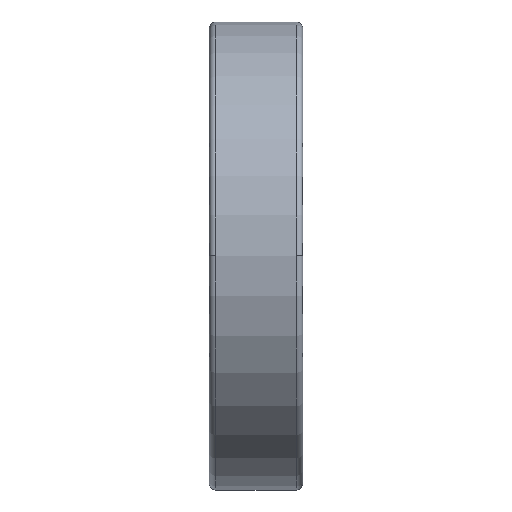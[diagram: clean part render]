
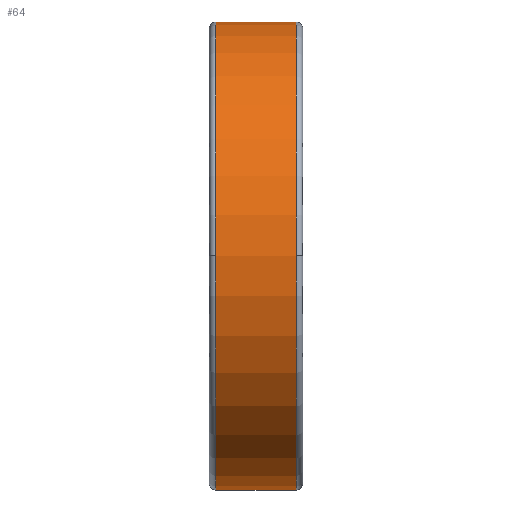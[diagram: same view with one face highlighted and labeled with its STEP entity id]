
A CAD part, top view. The second image highlights one B-rep face of the part: STEP entity #64.
In plain terms, the highlighted cylindrical face has radius 55 mm (diameter 110 mm), a partial arc.
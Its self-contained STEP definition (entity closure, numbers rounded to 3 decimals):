
#64=ADVANCED_FACE('',(#266),#267,.T.);
#266=FACE_OUTER_BOUND('',#703,.T.);
#267=CYLINDRICAL_SURFACE('',#704,55.0);
#703=EDGE_LOOP('',(#1154,#1155,#1156,#1157,#1158,#1159));
#704=AXIS2_PLACEMENT_3D('',#1160,#1161,#1162);
#1154=ORIENTED_EDGE('',*,*,#2845,.F.);
#1155=ORIENTED_EDGE('',*,*,#2846,.T.);
#1156=ORIENTED_EDGE('',*,*,#2847,.T.);
#1157=ORIENTED_EDGE('',*,*,#2848,.F.);
#1158=ORIENTED_EDGE('',*,*,#2849,.F.);
#1159=ORIENTED_EDGE('',*,*,#2841,.F.);
#1160=CARTESIAN_POINT('',(11.0,0.0,0.0));
#1161=DIRECTION('',(1.0,0.0,0.0));
#1162=DIRECTION('',(0.0,1.0,0.0));
#2841=EDGE_CURVE('',#3398,#3400,#3401,.T.);
#2845=EDGE_CURVE('',#3407,#3398,#3408,.T.);
#2846=EDGE_CURVE('',#3407,#3409,#3410,.T.);
#2847=EDGE_CURVE('',#3409,#3411,#3412,.T.);
#2848=EDGE_CURVE('',#3413,#3411,#3414,.T.);
#2849=EDGE_CURVE('',#3400,#3413,#3415,.T.);
#3398=VERTEX_POINT('',#4338);
#3400=VERTEX_POINT('',#4340);
#3401=CIRCLE('',#4341,55.0);
#3407=VERTEX_POINT('',#4347);
#3408=LINE('',#4348,#4349);
#3409=VERTEX_POINT('',#4350);
#3410=CIRCLE('',#4351,55.0);
#3411=VERTEX_POINT('',#4352);
#3412=CIRCLE('',#4353,55.0);
#3413=VERTEX_POINT('',#4354);
#3414=LINE('',#4355,#4356);
#3415=CIRCLE('',#4357,55.0);
#4338=CARTESIAN_POINT('',(20.5,55.0,0.0));
#4340=CARTESIAN_POINT('',(20.5,0.,55.0));
#4341=AXIS2_PLACEMENT_3D('',#6647,#6648,#6649);
#4347=CARTESIAN_POINT('',(1.5,55.0,0.0));
#4348=CARTESIAN_POINT('',(11.0,55.0,0.));
#4349=VECTOR('',#6659,1.0);
#4350=CARTESIAN_POINT('',(1.5,0.,55.0));
#4351=AXIS2_PLACEMENT_3D('',#6660,#6661,#6662);
#4352=CARTESIAN_POINT('',(1.5,-55.0,0.));
#4353=AXIS2_PLACEMENT_3D('',#6663,#6664,#6665);
#4354=CARTESIAN_POINT('',(20.5,-55.0,0.));
#4355=CARTESIAN_POINT('',(11.0,-55.0,0.));
#4356=VECTOR('',#6666,1.0);
#4357=AXIS2_PLACEMENT_3D('',#6667,#6668,#6669);
#6647=CARTESIAN_POINT('',(20.5,0.0,0.0));
#6648=DIRECTION('',(1.0,0.0,0.0));
#6649=DIRECTION('',(0.0,1.0,0.0));
#6659=DIRECTION('',(1.0,0.0,0.0));
#6660=CARTESIAN_POINT('',(1.5,0.0,0.0));
#6661=DIRECTION('',(1.0,0.0,0.0));
#6662=DIRECTION('',(0.0,1.0,0.0));
#6663=CARTESIAN_POINT('',(1.5,0.0,0.0));
#6664=DIRECTION('',(1.0,0.0,0.0));
#6665=DIRECTION('',(0.0,1.0,0.0));
#6666=DIRECTION('',(-1.0,-0.0,-0.0));
#6667=CARTESIAN_POINT('',(20.5,0.0,0.0));
#6668=DIRECTION('',(1.0,0.0,0.0));
#6669=DIRECTION('',(0.0,1.0,0.0));
